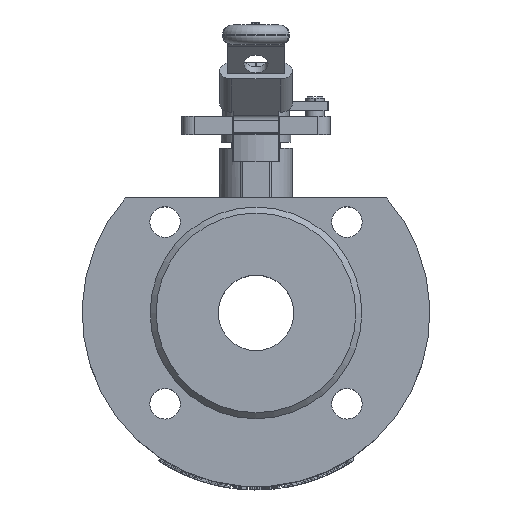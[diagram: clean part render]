
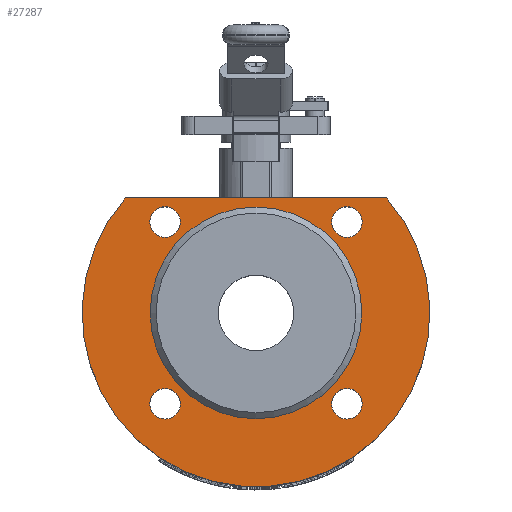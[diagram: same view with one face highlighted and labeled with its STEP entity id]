
A CAD part, top view. The second image highlights one B-rep face of the part: STEP entity #27287.
In plain terms, the highlighted planar face has unit normal (0, 0, 1).
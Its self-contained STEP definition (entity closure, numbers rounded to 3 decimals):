
#1803=FACE_BOUND('',#4223,.T.);
#1804=FACE_BOUND('',#4224,.T.);
#1805=FACE_BOUND('',#4225,.T.);
#1806=FACE_BOUND('',#4226,.T.);
#1807=FACE_BOUND('',#4227,.T.);
#2001=PLANE('',#28812);
#2726=FACE_OUTER_BOUND('',#4222,.T.);
#4222=EDGE_LOOP('',(#17753,#17754));
#4223=EDGE_LOOP('',(#17755));
#4224=EDGE_LOOP('',(#17756));
#4225=EDGE_LOOP('',(#17757));
#4226=EDGE_LOOP('',(#17758));
#4227=EDGE_LOOP('',(#17759));
#5875=CIRCLE('',#28813,57.5);
#5876=CIRCLE('',#28814,5.053);
#5877=CIRCLE('',#28815,5.053);
#5878=CIRCLE('',#28816,5.053);
#5879=CIRCLE('',#28817,5.053);
#5880=CIRCLE('',#28818,35.);
#6548=LINE('',#35726,#8765);
#8765=VECTOR('',#30468,10.);
#10981=VERTEX_POINT('',#35724);
#10982=VERTEX_POINT('',#35725);
#10983=VERTEX_POINT('',#35728);
#10984=VERTEX_POINT('',#35730);
#10985=VERTEX_POINT('',#35732);
#10986=VERTEX_POINT('',#35734);
#10987=VERTEX_POINT('',#35736);
#13673=EDGE_CURVE('',#10981,#10982,#6548,.T.);
#13674=EDGE_CURVE('',#10982,#10981,#5875,.T.);
#13675=EDGE_CURVE('',#10983,#10983,#5876,.T.);
#13676=EDGE_CURVE('',#10984,#10984,#5877,.T.);
#13677=EDGE_CURVE('',#10985,#10985,#5878,.T.);
#13678=EDGE_CURVE('',#10986,#10986,#5879,.T.);
#13679=EDGE_CURVE('',#10987,#10987,#5880,.T.);
#17753=ORIENTED_EDGE('',*,*,#13673,.T.);
#17754=ORIENTED_EDGE('',*,*,#13674,.T.);
#17755=ORIENTED_EDGE('',*,*,#13675,.T.);
#17756=ORIENTED_EDGE('',*,*,#13676,.T.);
#17757=ORIENTED_EDGE('',*,*,#13677,.T.);
#17758=ORIENTED_EDGE('',*,*,#13678,.T.);
#17759=ORIENTED_EDGE('',*,*,#13679,.T.);
#27287=ADVANCED_FACE('',(#2726,#1803,#1804,#1805,#1806,#1807),#2001,.T.);
#28812=AXIS2_PLACEMENT_3D('',#35723,#30466,#30467);
#28813=AXIS2_PLACEMENT_3D('',#35727,#30469,#30470);
#28814=AXIS2_PLACEMENT_3D('',#35729,#30471,#30472);
#28815=AXIS2_PLACEMENT_3D('',#35731,#30473,#30474);
#28816=AXIS2_PLACEMENT_3D('',#35733,#30475,#30476);
#28817=AXIS2_PLACEMENT_3D('',#35735,#30477,#30478);
#28818=AXIS2_PLACEMENT_3D('',#35737,#30479,#30480);
#30466=DIRECTION('center_axis',(0.,0.,1.));
#30467=DIRECTION('ref_axis',(1.,0.,0.));
#30468=DIRECTION('',(-1.,0.,0.));
#30469=DIRECTION('center_axis',(0.,0.,1.));
#30470=DIRECTION('ref_axis',(0.751,-0.661,0.));
#30471=DIRECTION('center_axis',(0.,0.,-1.));
#30472=DIRECTION('ref_axis',(-1.,0.,0.));
#30473=DIRECTION('center_axis',(0.,0.,-1.));
#30474=DIRECTION('ref_axis',(-1.,0.,0.));
#30475=DIRECTION('center_axis',(0.,0.,-1.));
#30476=DIRECTION('ref_axis',(-1.,0.,0.));
#30477=DIRECTION('center_axis',(0.,0.,-1.));
#30478=DIRECTION('ref_axis',(-1.,0.,0.));
#30479=DIRECTION('center_axis',(0.,0.,-1.));
#30480=DIRECTION('ref_axis',(-1.,0.,0.));
#35723=CARTESIAN_POINT('Origin',(0.,-1.557,
20.));
#35724=CARTESIAN_POINT('',(43.154,38.,20.));
#35725=CARTESIAN_POINT('',(-43.154,38.,20.));
#35726=CARTESIAN_POINT('',(-43.154,38.,20.));
#35727=CARTESIAN_POINT('Origin',(0.,0.,20.));
#35728=CARTESIAN_POINT('',(35.105,-30.052,20.));
#35729=CARTESIAN_POINT('Origin',(30.052,-30.052,20.));
#35730=CARTESIAN_POINT('',(-24.999,30.052,20.));
#35731=CARTESIAN_POINT('Origin',(-30.052,30.052,20.));
#35732=CARTESIAN_POINT('',(35.105,30.052,20.));
#35733=CARTESIAN_POINT('Origin',(30.052,30.052,20.));
#35734=CARTESIAN_POINT('',(-24.999,-30.052,20.));
#35735=CARTESIAN_POINT('Origin',(-30.052,-30.052,20.));
#35736=CARTESIAN_POINT('',(35.,0.,20.));
#35737=CARTESIAN_POINT('Origin',(0.,0.,20.));
